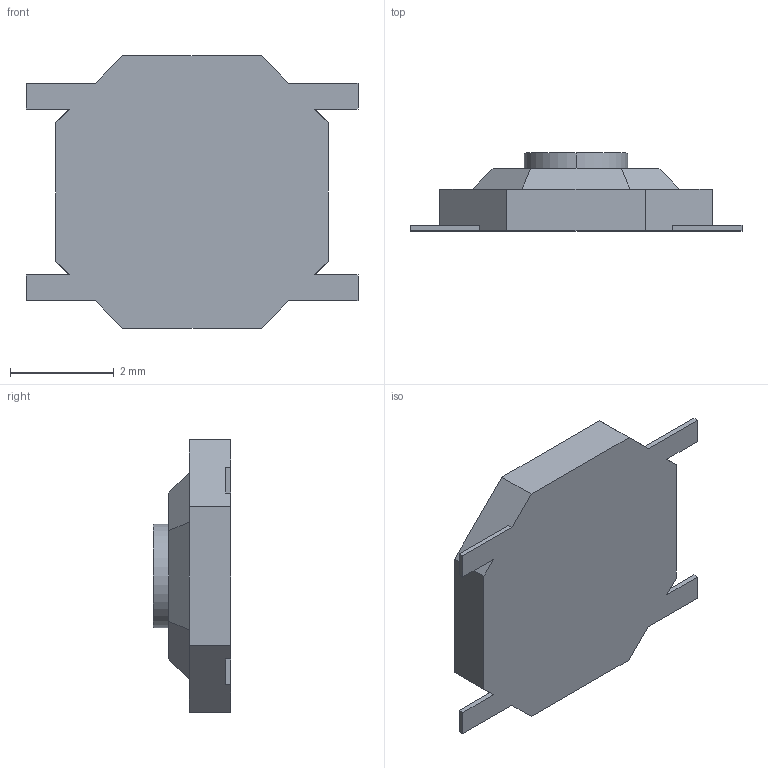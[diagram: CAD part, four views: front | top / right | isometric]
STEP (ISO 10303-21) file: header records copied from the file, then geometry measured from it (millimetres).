
FILE_DESCRIPTION (( 'STEP AP214' ), '1' );
FILE_NAME ('0F4F6F54-37D7-4073-A170-35E900D5D544.STEP', '2007-09-04T01:36:20', ( 'SysAdmin' ), ( 'SolidWorks' ), 'SwSTEP 2.0', 'SolidWorks 2007', '' );
FILE_SCHEMA (( 'AUTOMOTIVE_DESIGN' ));
Length unit declared in the file: millimetre
Products named in the file (1): 0F4F6F54-37D7-4073-A170-35E900D5D544
Bounding box: 6.4 x 1.5 x 5.25 mm (x, y, z)
Volume: 25.2 mm3; surface area: 71.9 mm2
Topology: 1 solids, 1 shells, 38 faces, 102 edges, 68 vertices
Faces by surface type: plane 36, cylinder 2
Entity records: 1193 total; most frequent: CARTESIAN_POINT 209, ORIENTED_EDGE 204, DIRECTION 184, EDGE_CURVE 102, VECTOR 98, LINE 98, VERTEX_POINT 68, AXIS2_PLACEMENT_3D 43
